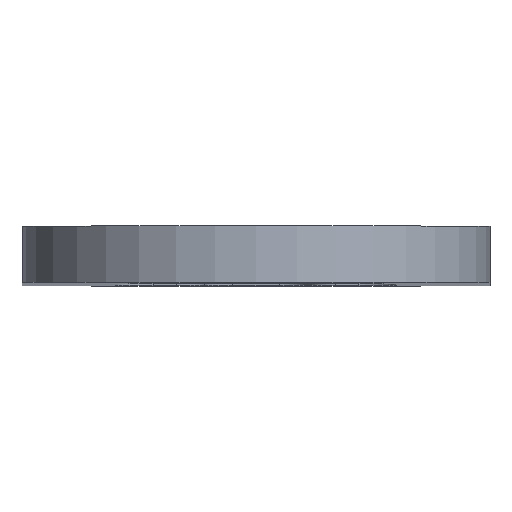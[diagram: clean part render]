
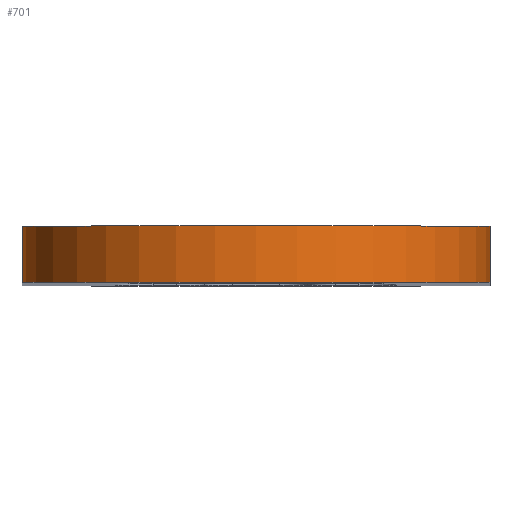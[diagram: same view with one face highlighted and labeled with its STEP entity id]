
A CAD part, top view. The second image highlights one B-rep face of the part: STEP entity #701.
In plain terms, the highlighted cylindrical face has radius 25 mm (diameter 50 mm), a partial arc.
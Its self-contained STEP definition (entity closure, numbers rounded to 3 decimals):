
#85=FACE_OUTER_BOUND('',#132,.T.);
#132=EDGE_LOOP('',(#611,#612,#613,#614));
#194=LINE('',#1187,#246);
#198=LINE('',#1196,#250);
#246=VECTOR('',#988,10.);
#250=VECTOR('',#998,10.);
#255=CIRCLE('',#724,25.);
#294=CIRCLE('',#793,25.);
#301=VERTEX_POINT('',#1022);
#302=VERTEX_POINT('',#1023);
#355=VERTEX_POINT('',#1184);
#358=VERTEX_POINT('',#1194);
#366=EDGE_CURVE('',#301,#302,#255,.T.);
#448=EDGE_CURVE('',#355,#301,#194,.T.);
#453=EDGE_CURVE('',#358,#302,#198,.T.);
#454=EDGE_CURVE('',#355,#358,#294,.T.);
#611=ORIENTED_EDGE('',*,*,#454,.T.);
#612=ORIENTED_EDGE('',*,*,#453,.T.);
#613=ORIENTED_EDGE('',*,*,#366,.F.);
#614=ORIENTED_EDGE('',*,*,#448,.F.);
#668=CYLINDRICAL_SURFACE('',#792,25.);
#701=ADVANCED_FACE('',(#85),#668,.T.);
#724=AXIS2_PLACEMENT_3D('',#1024,#814,#815);
#792=AXIS2_PLACEMENT_3D('',#1197,#999,#1000);
#793=AXIS2_PLACEMENT_3D('',#1198,#1001,#1002);
#814=DIRECTION('center_axis',(0.,1.,0.));
#815=DIRECTION('ref_axis',(1.,0.,0.));
#988=DIRECTION('',(0.,1.,0.));
#998=DIRECTION('',(0.,1.,0.));
#999=DIRECTION('center_axis',(0.,1.,0.));
#1000=DIRECTION('ref_axis',(1.,0.,0.));
#1001=DIRECTION('center_axis',(0.,1.,0.));
#1002=DIRECTION('ref_axis',(1.,0.,0.));
#1022=CARTESIAN_POINT('',(-25.,6.,200.));
#1023=CARTESIAN_POINT('',(25.,6.,200.));
#1024=CARTESIAN_POINT('Origin',(0.,6.,200.));
#1184=CARTESIAN_POINT('',(-25.,0.,200.));
#1187=CARTESIAN_POINT('',(-25.,0.,200.));
#1194=CARTESIAN_POINT('',(25.,0.,200.));
#1196=CARTESIAN_POINT('',(25.,0.,200.));
#1197=CARTESIAN_POINT('Origin',(0.,0.,200.));
#1198=CARTESIAN_POINT('Origin',(0.,0.,200.));
